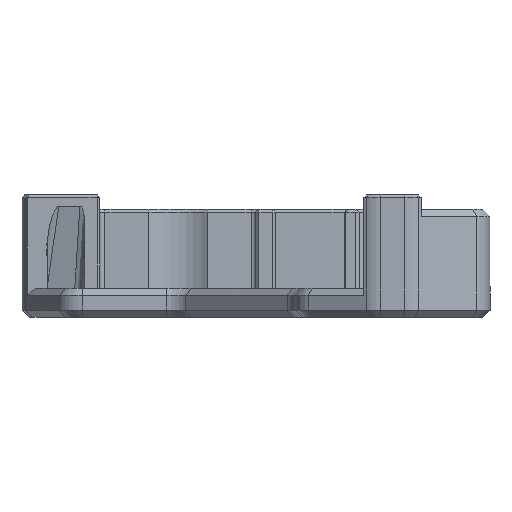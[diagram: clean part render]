
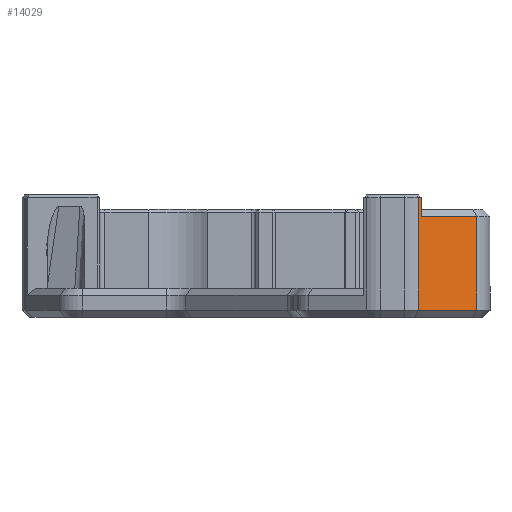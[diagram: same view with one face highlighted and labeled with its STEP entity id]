
A CAD part, front view. The second image highlights one B-rep face of the part: STEP entity #14029.
In plain terms, the highlighted planar face has unit normal (0.5, -0.866, 0).
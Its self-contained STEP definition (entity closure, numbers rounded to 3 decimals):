
#199 = CARTESIAN_POINT ( 'NONE',  ( 24.95, -37.452, 10.35 ) ) ;
#241 = EDGE_CURVE ( 'NONE', #16068, #15671, #13331, .T. ) ;
#2000 = PLANE ( 'NONE',  #17731 ) ;
#2095 = CARTESIAN_POINT ( 'NONE',  ( 30.625, -34.175, 0.75 ) ) ;
#2230 = VERTEX_POINT ( 'NONE', #16629 ) ;
#2275 = LINE ( 'NONE', #2095, #16986 ) ;
#2280 = EDGE_CURVE ( 'NONE', #16068, #8436, #2275, .T. ) ;
#2418 = CARTESIAN_POINT ( 'NONE',  ( 30.625, -34.175, 0.75 ) ) ;
#2544 = ORIENTED_EDGE ( 'NONE', *, *, #16655, .T. ) ;
#3695 = CARTESIAN_POINT ( 'NONE',  ( 24.638, -37.632, 12.3 ) ) ;
#4553 = CARTESIAN_POINT ( 'NONE',  ( 24.95, -37.452, 6.525 ) ) ;
#4845 = ORIENTED_EDGE ( 'NONE', *, *, #7793, .T. ) ;
#5042 = LINE ( 'NONE', #7629, #10592 ) ;
#6310 = CARTESIAN_POINT ( 'NONE',  ( 24.629, -37.637, 0.74 ) ) ;
#7540 = VECTOR ( 'NONE', #12220, 1000. ) ;
#7629 = CARTESIAN_POINT ( 'NONE',  ( 27.632, -35.903, 10.35 ) ) ;
#7793 = EDGE_CURVE ( 'NONE', #8716, #2230, #10092, .T. ) ;
#8298 = DIRECTION ( 'NONE',  ( -0.866, -0.5, 0. ) ) ;
#8436 = VERTEX_POINT ( 'NONE', #14263 ) ;
#8716 = VERTEX_POINT ( 'NONE', #199 ) ;
#9279 = ORIENTED_EDGE ( 'NONE', *, *, #241, .T. ) ;
#9501 = DIRECTION ( 'NONE',  ( 0., 0., -1. ) ) ;
#9531 = CARTESIAN_POINT ( 'NONE',  ( 30.625, -34.175, 10.35 ) ) ;
#9894 = ORIENTED_EDGE ( 'NONE', *, *, #18125, .T. ) ;
#10092 = LINE ( 'NONE', #4553, #10892 ) ;
#10592 = VECTOR ( 'NONE', #14899, 1000. ) ;
#10704 = FACE_OUTER_BOUND ( 'NONE', #14585, .T. ) ;
#10892 = VECTOR ( 'NONE', #17558, 1000. ) ;
#12220 = DIRECTION ( 'NONE',  ( -0.866, -0.5, 0. ) ) ;
#12244 = VECTOR ( 'NONE', #9501, 1000. ) ;
#12634 = VECTOR ( 'NONE', #14952, 1000. ) ;
#12956 = EDGE_CURVE ( 'NONE', #15729, #8436, #15241, .T. ) ;
#13331 = LINE ( 'NONE', #16396, #12634 ) ;
#13739 = CARTESIAN_POINT ( 'NONE',  ( 27.632, -35.903, 12.3 ) ) ;
#14029 = ADVANCED_FACE ( 'NONE', ( #10704 ), #2000, .T. ) ;
#14263 = CARTESIAN_POINT ( 'NONE',  ( 24.638, -37.632, 0.75 ) ) ;
#14585 = EDGE_LOOP ( 'NONE', ( #2544, #4845, #9894, #15302, #14788, #9279 ) ) ;
#14788 = ORIENTED_EDGE ( 'NONE', *, *, #2280, .F. ) ;
#14899 = DIRECTION ( 'NONE',  ( -0.866, -0.5, 0. ) ) ;
#14952 = DIRECTION ( 'NONE',  ( 0., 0., 1. ) ) ;
#15241 = LINE ( 'NONE', #18676, #12244 ) ;
#15302 = ORIENTED_EDGE ( 'NONE', *, *, #12956, .T. ) ;
#15671 = VERTEX_POINT ( 'NONE', #9531 ) ;
#15729 = VERTEX_POINT ( 'NONE', #3695 ) ;
#16068 = VERTEX_POINT ( 'NONE', #2418 ) ;
#16396 = CARTESIAN_POINT ( 'NONE',  ( 30.625, -34.175, 6.525 ) ) ;
#16448 = DIRECTION ( 'NONE',  ( 0.866, 0.5, 0. ) ) ;
#16629 = CARTESIAN_POINT ( 'NONE',  ( 24.95, -37.452, 12.3 ) ) ;
#16655 = EDGE_CURVE ( 'NONE', #15671, #8716, #5042, .T. ) ;
#16986 = VECTOR ( 'NONE', #8298, 1000. ) ;
#17558 = DIRECTION ( 'NONE',  ( 0., 0., 1. ) ) ;
#17731 = AXIS2_PLACEMENT_3D ( 'NONE', #6310, #17877, #16448 ) ;
#17877 = DIRECTION ( 'NONE',  ( 0.5, -0.866, 0. ) ) ;
#18125 = EDGE_CURVE ( 'NONE', #2230, #15729, #18335, .T. ) ;
#18335 = LINE ( 'NONE', #13739, #7540 ) ;
#18676 = CARTESIAN_POINT ( 'NONE',  ( 24.638, -37.632, 6.525 ) ) ;
